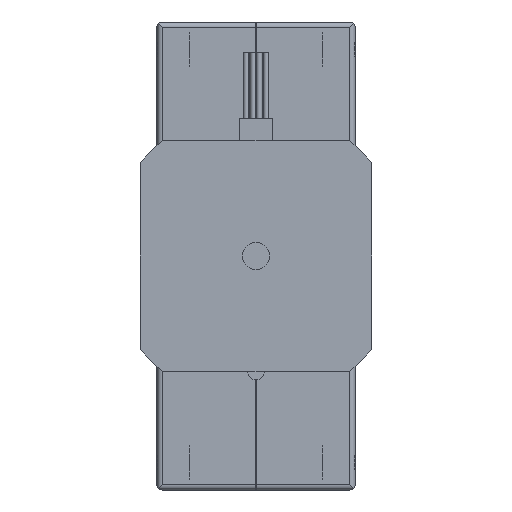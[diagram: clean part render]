
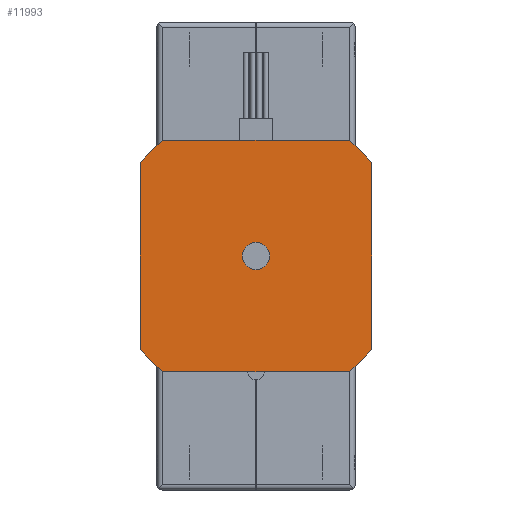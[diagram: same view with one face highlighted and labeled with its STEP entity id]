
A CAD part, left-side view. The second image highlights one B-rep face of the part: STEP entity #11993.
In plain terms, the highlighted planar face has unit normal (-1, 0, 0).
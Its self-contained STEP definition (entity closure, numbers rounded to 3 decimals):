
#275=FACE_BOUND('',#2487,.T.);
#679=PLANE('',#13203);
#1133=CIRCLE('',#13190,27.);
#1135=CIRCLE('',#13194,27.);
#1137=CIRCLE('',#13197,27.);
#1139=CIRCLE('',#13201,27.);
#1140=CIRCLE('',#13204,2.5);
#1756=FACE_OUTER_BOUND('',#2486,.T.);
#2486=EDGE_LOOP('',(#11005,#11006,#11007,#11008,#11009,#11010,#11011,#11012));
#2487=EDGE_LOOP('',(#11013));
#3679=LINE('',#20415,#4823);
#3692=LINE('',#20446,#4836);
#3696=LINE('',#20461,#4840);
#3700=LINE('',#20471,#4844);
#4823=VECTOR('',#16511,1000.);
#4836=VECTOR('',#16532,1000.);
#4840=VECTOR('',#16550,1000.);
#4844=VECTOR('',#16562,1000.);
#5995=VERTEX_POINT('',#20412);
#5996=VERTEX_POINT('',#20414);
#6007=VERTEX_POINT('',#20437);
#6008=VERTEX_POINT('',#20439);
#6010=VERTEX_POINT('',#20445);
#6012=VERTEX_POINT('',#20454);
#6014=VERTEX_POINT('',#20460);
#6016=VERTEX_POINT('',#20466);
#6025=VERTEX_POINT('',#20489);
#7665=EDGE_CURVE('',#5995,#5996,#3679,.T.);
#7677=EDGE_CURVE('',#6007,#6008,#1133,.T.);
#7680=EDGE_CURVE('',#6008,#6010,#3692,.T.);
#7683=EDGE_CURVE('',#6010,#5995,#1135,.T.);
#7685=EDGE_CURVE('',#5996,#6012,#1137,.T.);
#7688=EDGE_CURVE('',#6012,#6014,#3696,.T.);
#7691=EDGE_CURVE('',#6014,#6016,#1139,.T.);
#7694=EDGE_CURVE('',#6016,#6007,#3700,.T.);
#7703=EDGE_CURVE('',#6025,#6025,#1140,.F.);
#11005=ORIENTED_EDGE('',*,*,#7677,.F.);
#11006=ORIENTED_EDGE('',*,*,#7694,.F.);
#11007=ORIENTED_EDGE('',*,*,#7691,.F.);
#11008=ORIENTED_EDGE('',*,*,#7688,.F.);
#11009=ORIENTED_EDGE('',*,*,#7685,.F.);
#11010=ORIENTED_EDGE('',*,*,#7665,.F.);
#11011=ORIENTED_EDGE('',*,*,#7683,.F.);
#11012=ORIENTED_EDGE('',*,*,#7680,.F.);
#11013=ORIENTED_EDGE('',*,*,#7703,.F.);
#11993=ADVANCED_FACE('',(#1756,#275),#679,.F.);
#13190=AXIS2_PLACEMENT_3D('',#20440,#16526,#16527);
#13194=AXIS2_PLACEMENT_3D('',#20450,#16538,#16539);
#13197=AXIS2_PLACEMENT_3D('',#20455,#16544,#16545);
#13201=AXIS2_PLACEMENT_3D('',#20467,#16556,#16557);
#13203=AXIS2_PLACEMENT_3D('',#20488,#16571,#16572);
#13204=AXIS2_PLACEMENT_3D('',#20490,#16573,#16574);
#16511=DIRECTION('',(0.,0.,-1.));
#16526=DIRECTION('center_axis',(1.,0.,0.));
#16527=DIRECTION('ref_axis',(0.,0.,-1.));
#16532=DIRECTION('',(0.,-1.,0.));
#16538=DIRECTION('center_axis',(1.,0.,0.));
#16539=DIRECTION('ref_axis',(0.,0.,-1.));
#16544=DIRECTION('center_axis',(1.,0.,0.));
#16545=DIRECTION('ref_axis',(0.,0.,-1.));
#16550=DIRECTION('',(0.,1.,0.));
#16556=DIRECTION('center_axis',(1.,0.,0.));
#16557=DIRECTION('ref_axis',(0.,0.,-1.));
#16562=DIRECTION('',(0.,0.,1.));
#16571=DIRECTION('center_axis',(1.,0.,0.));
#16572=DIRECTION('ref_axis',(0.,0.,-1.));
#16573=DIRECTION('center_axis',(1.,0.,0.));
#16574=DIRECTION('ref_axis',(0.,0.,-1.));
#20412=CARTESIAN_POINT('',(-47.,-21.,16.971));
#20414=CARTESIAN_POINT('',(-47.,-21.,-16.971));
#20415=CARTESIAN_POINT('',(-47.,-21.,16.971));
#20437=CARTESIAN_POINT('',(-47.,21.,16.971));
#20439=CARTESIAN_POINT('',(-47.,16.971,21.));
#20440=CARTESIAN_POINT('Origin',(-47.,0.,0.));
#20445=CARTESIAN_POINT('',(-47.,-16.971,21.));
#20446=CARTESIAN_POINT('',(-47.,16.971,21.));
#20450=CARTESIAN_POINT('Origin',(-47.,0.,0.));
#20454=CARTESIAN_POINT('',(-47.,-16.971,-21.));
#20455=CARTESIAN_POINT('Origin',(-47.,0.,0.));
#20460=CARTESIAN_POINT('',(-47.,16.971,-21.));
#20461=CARTESIAN_POINT('',(-47.,-16.971,-21.));
#20466=CARTESIAN_POINT('',(-47.,21.,-16.971));
#20467=CARTESIAN_POINT('Origin',(-47.,0.,0.));
#20471=CARTESIAN_POINT('',(-47.,21.,-16.971));
#20488=CARTESIAN_POINT('Origin',(-47.,0.,0.));
#20489=CARTESIAN_POINT('',(-47.,0.,2.5));
#20490=CARTESIAN_POINT('Origin',(-47.,0.,0.));
